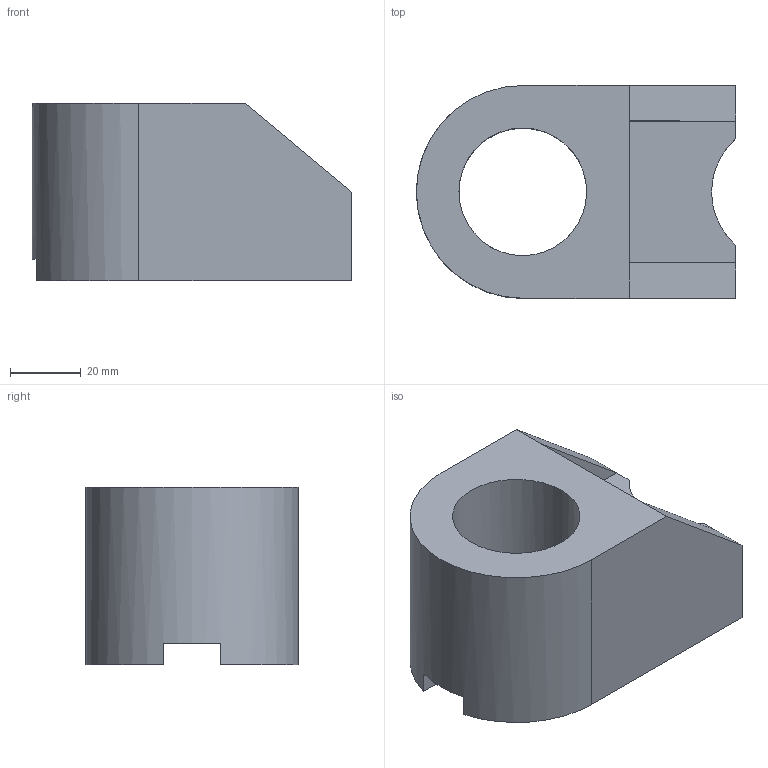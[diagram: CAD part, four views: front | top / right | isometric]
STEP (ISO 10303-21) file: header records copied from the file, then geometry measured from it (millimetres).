
FILE_DESCRIPTION (( 'STEP AP214' ), '1' );
FILE_NAME ('Part2.STEP', '2024-09-07T05:21:30', ( '' ), ( '' ), 'SwSTEP 2.0', 'SolidWorks 2024', '' );
FILE_SCHEMA (( 'AUTOMOTIVE_DESIGN' ));
Length unit declared in the file: millimetre
Products named in the file (1): Part2
Bounding box: 90 x 60 x 50 mm (x, y, z)
Volume: 154102.8 mm3; surface area: 27080.3 mm2
Topology: 1 solids, 1 shells, 24 faces, 65 edges, 42 vertices
Faces by surface type: plane 19, cylinder 5
Entity records: 782 total; most frequent: DIRECTION 133, CARTESIAN_POINT 132, ORIENTED_EDGE 130, EDGE_CURVE 65, VECTOR 47, LINE 47, AXIS2_PLACEMENT_3D 43, VERTEX_POINT 42
